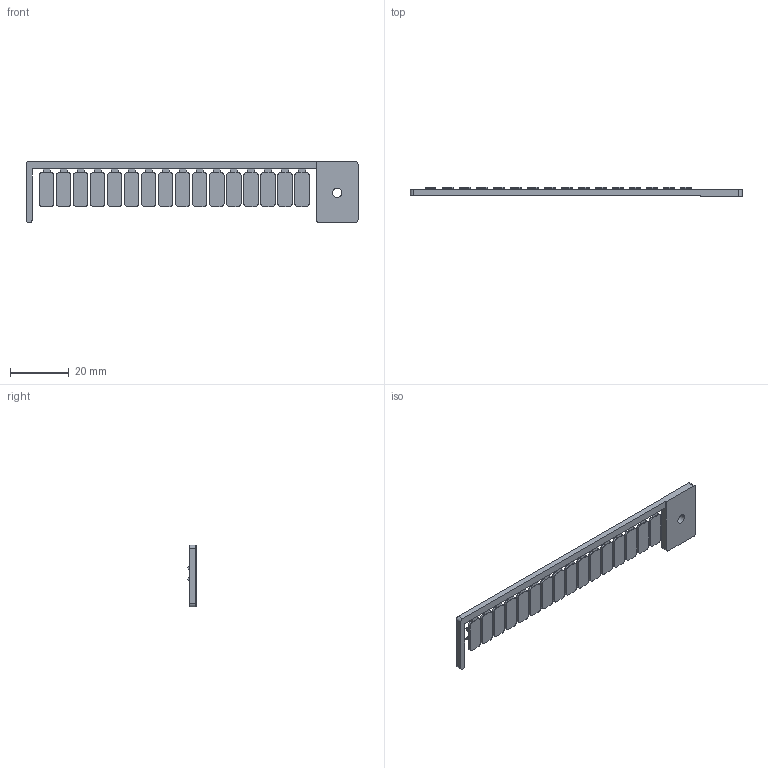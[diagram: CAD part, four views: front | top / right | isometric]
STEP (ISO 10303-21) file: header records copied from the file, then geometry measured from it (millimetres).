
FILE_DESCRIPTION(('starvars output'),'2;1');
FILE_NAME('cv20200406045446000007066.stp','04:54:46 2020/04/06',( 'Thomas Industrial Network Germany GmbH'),( 'Thomas Industrial Network Germany GmbH'),'unknown preprocess','ACIS' ,'unknown authorization');
FILE_SCHEMA(('AUTOMOTIVE_DESIGN_CC2 {UNKNOWN IMPLEMENTATION LEVEL}'));
Length unit declared in the file: millimetre
Products named in the file (1): PRODUCT_ID_1
Bounding box: 113.1 x 3.15 x 21 mm (x, y, z)
Volume: 2403.9 mm3; surface area: 4705.7 mm2
Topology: 1 solids, 1 shells, 694 faces, 1884 edges, 1256 vertices
Faces by surface type: plane 463, cylinder 231
Entity records: 27457 total; most frequent: CARTESIAN_POINT 3827, ORIENTED_EDGE 3768, DIRECTION 3723, EDGE_CURVE 1884, VECTOR 1419, LINE 1419, VERTEX_POINT 1256, AXIS2_PLACEMENT_3D 1152
